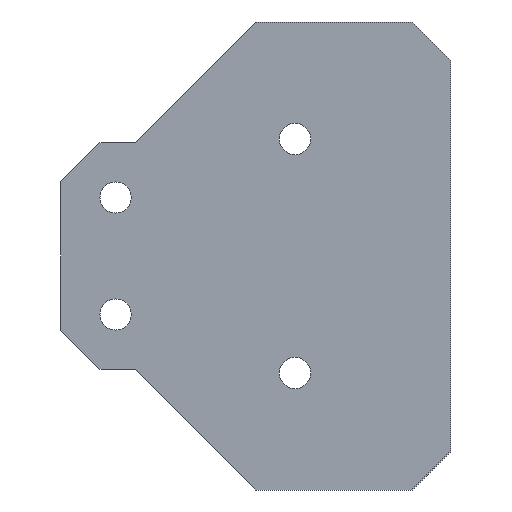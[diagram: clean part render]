
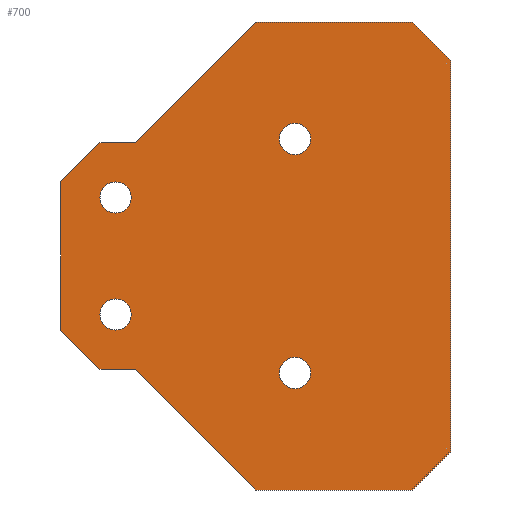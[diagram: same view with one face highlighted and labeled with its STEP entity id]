
A CAD part, front view. The second image highlights one B-rep face of the part: STEP entity #700.
In plain terms, the highlighted planar face has unit normal (0, -1, 0).
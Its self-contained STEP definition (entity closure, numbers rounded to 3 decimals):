
#27=FACE_BOUND('',#132,.T.);
#28=FACE_BOUND('',#133,.T.);
#29=FACE_BOUND('',#134,.T.);
#30=FACE_BOUND('',#135,.T.);
#41=CIRCLE('',#749,2.);
#42=CIRCLE('',#751,2.);
#43=CIRCLE('',#753,2.);
#44=CIRCLE('',#755,2.);
#85=FACE_OUTER_BOUND('',#131,.T.);
#131=EDGE_LOOP('',(#624,#625,#626,#627,#628,#629,#630,#631,#632,#633,#634,
#635));
#132=EDGE_LOOP('',(#636));
#133=EDGE_LOOP('',(#637));
#134=EDGE_LOOP('',(#638));
#135=EDGE_LOOP('',(#639));
#192=LINE('',#1092,#272);
#195=LINE('',#1097,#275);
#197=LINE('',#1101,#277);
#199=LINE('',#1105,#279);
#201=LINE('',#1109,#281);
#203=LINE('',#1113,#283);
#205=LINE('',#1117,#285);
#207=LINE('',#1121,#287);
#209=LINE('',#1125,#289);
#211=LINE('',#1129,#291);
#213=LINE('',#1133,#293);
#215=LINE('',#1136,#295);
#272=VECTOR('',#899,10.);
#275=VECTOR('',#904,10.);
#277=VECTOR('',#908,10.);
#279=VECTOR('',#912,10.);
#281=VECTOR('',#916,10.);
#283=VECTOR('',#920,10.);
#285=VECTOR('',#924,10.);
#287=VECTOR('',#928,10.);
#289=VECTOR('',#932,10.);
#291=VECTOR('',#936,10.);
#293=VECTOR('',#940,10.);
#295=VECTOR('',#944,10.);
#342=VERTEX_POINT('',#1074);
#343=VERTEX_POINT('',#1078);
#344=VERTEX_POINT('',#1082);
#345=VERTEX_POINT('',#1086);
#346=VERTEX_POINT('',#1090);
#347=VERTEX_POINT('',#1091);
#348=VERTEX_POINT('',#1096);
#349=VERTEX_POINT('',#1100);
#350=VERTEX_POINT('',#1104);
#351=VERTEX_POINT('',#1108);
#352=VERTEX_POINT('',#1112);
#353=VERTEX_POINT('',#1116);
#354=VERTEX_POINT('',#1120);
#355=VERTEX_POINT('',#1124);
#356=VERTEX_POINT('',#1128);
#357=VERTEX_POINT('',#1132);
#421=EDGE_CURVE('',#342,#342,#41,.T.);
#423=EDGE_CURVE('',#343,#343,#42,.T.);
#425=EDGE_CURVE('',#344,#344,#43,.T.);
#427=EDGE_CURVE('',#345,#345,#44,.T.);
#428=EDGE_CURVE('',#346,#347,#192,.T.);
#431=EDGE_CURVE('',#348,#346,#195,.T.);
#433=EDGE_CURVE('',#349,#348,#197,.T.);
#435=EDGE_CURVE('',#350,#349,#199,.T.);
#437=EDGE_CURVE('',#351,#350,#201,.T.);
#439=EDGE_CURVE('',#352,#351,#203,.T.);
#441=EDGE_CURVE('',#353,#352,#205,.T.);
#443=EDGE_CURVE('',#354,#353,#207,.T.);
#445=EDGE_CURVE('',#355,#354,#209,.T.);
#447=EDGE_CURVE('',#356,#355,#211,.T.);
#449=EDGE_CURVE('',#357,#356,#213,.T.);
#451=EDGE_CURVE('',#347,#357,#215,.T.);
#624=ORIENTED_EDGE('',*,*,#451,.F.);
#625=ORIENTED_EDGE('',*,*,#428,.F.);
#626=ORIENTED_EDGE('',*,*,#431,.F.);
#627=ORIENTED_EDGE('',*,*,#433,.F.);
#628=ORIENTED_EDGE('',*,*,#435,.F.);
#629=ORIENTED_EDGE('',*,*,#437,.F.);
#630=ORIENTED_EDGE('',*,*,#439,.F.);
#631=ORIENTED_EDGE('',*,*,#441,.F.);
#632=ORIENTED_EDGE('',*,*,#443,.F.);
#633=ORIENTED_EDGE('',*,*,#445,.F.);
#634=ORIENTED_EDGE('',*,*,#447,.F.);
#635=ORIENTED_EDGE('',*,*,#449,.F.);
#636=ORIENTED_EDGE('',*,*,#427,.F.);
#637=ORIENTED_EDGE('',*,*,#425,.F.);
#638=ORIENTED_EDGE('',*,*,#423,.F.);
#639=ORIENTED_EDGE('',*,*,#421,.F.);
#666=PLANE('',#768);
#700=ADVANCED_FACE('',(#85,#27,#28,#29,#30),#666,.F.);
#749=AXIS2_PLACEMENT_3D('',#1076,#880,#881);
#751=AXIS2_PLACEMENT_3D('',#1080,#885,#886);
#753=AXIS2_PLACEMENT_3D('',#1084,#890,#891);
#755=AXIS2_PLACEMENT_3D('',#1088,#895,#896);
#768=AXIS2_PLACEMENT_3D('',#1137,#945,#946);
#880=DIRECTION('center_axis',(0.,-1.,0.));
#881=DIRECTION('ref_axis',(1.,0.,0.));
#885=DIRECTION('center_axis',(0.,-1.,0.));
#886=DIRECTION('ref_axis',(1.,0.,0.));
#890=DIRECTION('center_axis',(0.,-1.,0.));
#891=DIRECTION('ref_axis',(1.,0.,0.));
#895=DIRECTION('center_axis',(0.,-1.,0.));
#896=DIRECTION('ref_axis',(1.,0.,0.));
#899=DIRECTION('',(1.,0.,0.));
#904=DIRECTION('',(0.707,0.,0.707));
#908=DIRECTION('',(1.,0.,0.));
#912=DIRECTION('',(0.707,0.,0.707));
#916=DIRECTION('',(0.,0.,1.));
#920=DIRECTION('',(-0.707,0.,0.707));
#924=DIRECTION('',(-1.,0.,0.));
#928=DIRECTION('',(-0.707,0.,0.707));
#932=DIRECTION('',(-1.,0.,0.));
#936=DIRECTION('',(-0.707,0.,-0.707));
#940=DIRECTION('',(0.,0.,-1.));
#944=DIRECTION('',(0.707,0.,-0.707));
#945=DIRECTION('center_axis',(0.,1.,0.));
#946=DIRECTION('ref_axis',(0.,0.,1.));
#1074=CARTESIAN_POINT('',(-52.,0.,-42.5));
#1076=CARTESIAN_POINT('Origin',(-50.,0.,-42.5));
#1078=CARTESIAN_POINT('',(-52.,0.,-27.5));
#1080=CARTESIAN_POINT('Origin',(-50.,0.,-27.5));
#1082=CARTESIAN_POINT('',(-29.,0.,-50.));
#1084=CARTESIAN_POINT('Origin',(-27.,0.,-50.));
#1086=CARTESIAN_POINT('',(-29.,0.,-20.));
#1088=CARTESIAN_POINT('Origin',(-27.,0.,-20.));
#1090=CARTESIAN_POINT('',(-32.,0.,-5.));
#1091=CARTESIAN_POINT('',(-12.,0.,-5.));
#1092=CARTESIAN_POINT('',(-43.667,0.,-5.));
#1096=CARTESIAN_POINT('',(-47.5,0.,-20.5));
#1097=CARTESIAN_POINT('',(-47.5,0.,-20.5));
#1100=CARTESIAN_POINT('',(-52.,0.,-20.5));
#1101=CARTESIAN_POINT('',(-52.,0.,-20.5));
#1104=CARTESIAN_POINT('',(-57.,0.,-25.5));
#1105=CARTESIAN_POINT('',(-57.,0.,-25.5));
#1108=CARTESIAN_POINT('',(-57.,0.,-44.5));
#1109=CARTESIAN_POINT('',(-57.,0.,-44.5));
#1112=CARTESIAN_POINT('',(-52.,0.,-49.5));
#1113=CARTESIAN_POINT('',(-52.,0.,-49.5));
#1116=CARTESIAN_POINT('',(-47.5,0.,-49.5));
#1117=CARTESIAN_POINT('',(-47.5,0.,-49.5));
#1120=CARTESIAN_POINT('',(-32.,0.,-65.));
#1121=CARTESIAN_POINT('',(-32.,0.,-65.));
#1124=CARTESIAN_POINT('',(-12.,0.,-65.));
#1125=CARTESIAN_POINT('',(-12.,0.,-65.));
#1128=CARTESIAN_POINT('',(-7.,0.,-60.));
#1129=CARTESIAN_POINT('',(-7.,0.,-60.));
#1132=CARTESIAN_POINT('',(-7.,0.,-10.));
#1133=CARTESIAN_POINT('',(-7.,0.,-10.));
#1136=CARTESIAN_POINT('',(-12.,0.,-5.));
#1137=CARTESIAN_POINT('Origin',(-32.,0.,-35.));
